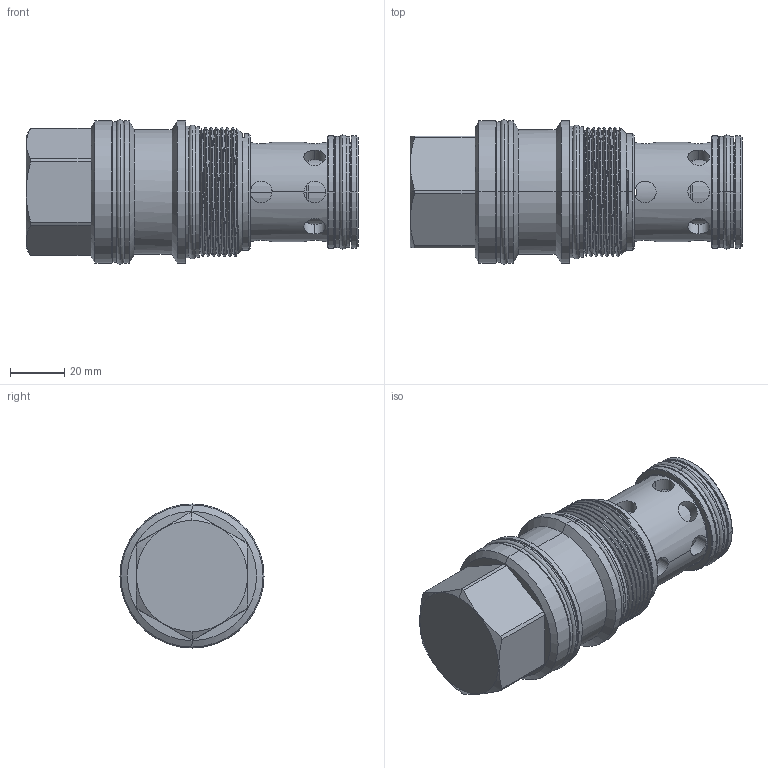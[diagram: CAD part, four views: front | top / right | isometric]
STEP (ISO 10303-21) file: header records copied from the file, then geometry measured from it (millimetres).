
FILE_DESCRIPTION (( 'STEP AP214' ), '1' );
FILE_NAME ('CC19A3003.STEP', '2016-04-12T00:31:07', ( '' ), ( '' ), 'SwSTEP 2.0', 'SolidWorks 2012', '' );
FILE_SCHEMA (( 'AUTOMOTIVE_DESIGN' ));
Length unit declared in the file: millimetre
Products named in the file (1): CC19A3003
Bounding box: 122.33 x 53.11 x 53.11 mm (x, y, z)
Volume: 165409.7 mm3; surface area: 44229.6 mm2
Topology: 8 solids, 9 shells, 244 faces, 593 edges, 362 vertices
Faces by surface type: cylinder 120, cone 51, torus 34, plane 34, bspline 3, sphere 2
Entity records: 10521 total; most frequent: CARTESIAN_POINT 4740, DIRECTION 1205, ORIENTED_EDGE 1178, EDGE_CURVE 589, AXIS2_PLACEMENT_3D 508, VERTEX_POINT 362, EDGE_LOOP 287, CIRCLE 266
